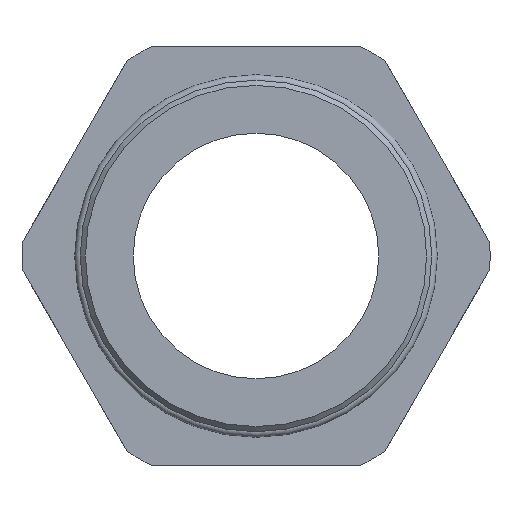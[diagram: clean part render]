
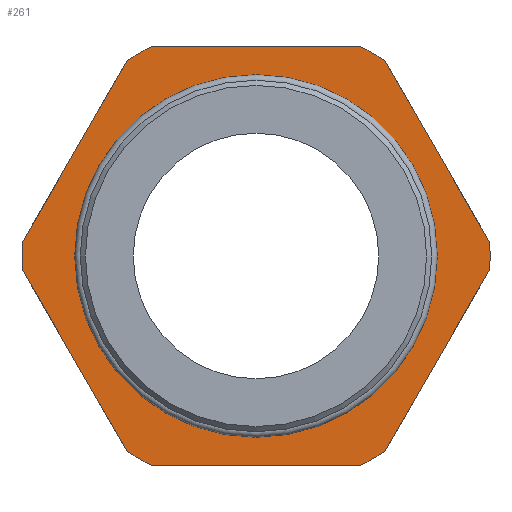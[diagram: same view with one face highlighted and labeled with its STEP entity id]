
A CAD part, left-side view. The second image highlights one B-rep face of the part: STEP entity #261.
In plain terms, the highlighted planar face has unit normal (-1, 0, 0).
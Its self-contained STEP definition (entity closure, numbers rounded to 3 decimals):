
#261 = ADVANCED_FACE( '', ( #542, #543 ), #544, .T. );
#542 = FACE_BOUND( '', #823, .T. );
#543 = FACE_OUTER_BOUND( '', #824, .T. );
#544 = PLANE( '', #825 );
#823 = EDGE_LOOP( '', ( #1500 ) );
#824 = EDGE_LOOP( '', ( #1501, #1502, #1503, #1504, #1505, #1506, #1507, #1508, #1509, #1510, #1511, #1512 ) );
#825 = AXIS2_PLACEMENT_3D( '', #1513, #1514, #1515 );
#1500 = ORIENTED_EDGE( '', *, *, #1619, .F. );
#1501 = ORIENTED_EDGE( '', *, *, #1794, .F. );
#1502 = ORIENTED_EDGE( '', *, *, #1574, .T. );
#1503 = ORIENTED_EDGE( '', *, *, #1625, .F. );
#1504 = ORIENTED_EDGE( '', *, *, #1807, .T. );
#1505 = ORIENTED_EDGE( '', *, *, #1785, .F. );
#1506 = ORIENTED_EDGE( '', *, *, #1643, .T. );
#1507 = ORIENTED_EDGE( '', *, *, #1769, .F. );
#1508 = ORIENTED_EDGE( '', *, *, #1703, .T. );
#1509 = ORIENTED_EDGE( '', *, *, #1744, .F. );
#1510 = ORIENTED_EDGE( '', *, *, #1638, .T. );
#1511 = ORIENTED_EDGE( '', *, *, #1729, .F. );
#1512 = ORIENTED_EDGE( '', *, *, #1613, .T. );
#1513 = CARTESIAN_POINT( '', ( 15., 41.95, 0. ) );
#1514 = DIRECTION( '', ( -1., 0., 0. ) );
#1515 = DIRECTION( '', ( 0., 0., 1. ) );
#1574 = EDGE_CURVE( '', #1864, #1861, #1865, .T. );
#1613 = EDGE_CURVE( '', #1930, #1927, #1931, .T. );
#1619 = EDGE_CURVE( '', #1937, #1937, #1938, .T. );
#1625 = EDGE_CURVE( '', #1946, #1861, #1947, .T. );
#1638 = EDGE_CURVE( '', #1968, #1966, #1969, .T. );
#1643 = EDGE_CURVE( '', #1977, #1974, #1978, .T. );
#1703 = EDGE_CURVE( '', #2074, #2071, #2075, .T. );
#1729 = EDGE_CURVE( '', #1930, #1966, #2110, .T. );
#1744 = EDGE_CURVE( '', #1968, #2071, #2127, .T. );
#1769 = EDGE_CURVE( '', #2074, #1974, #2157, .T. );
#1785 = EDGE_CURVE( '', #1977, #2178, #2179, .T. );
#1794 = EDGE_CURVE( '', #1864, #1927, #2190, .T. );
#1807 = EDGE_CURVE( '', #1946, #2178, #2204, .T. );
#1861 = VERTEX_POINT( '', #2312 );
#1864 = VERTEX_POINT( '', #2316 );
#1865 = LINE( '', #2317, #2318 );
#1927 = VERTEX_POINT( '', #2414 );
#1930 = VERTEX_POINT( '', #2418 );
#1931 = LINE( '', #2419, #2420 );
#1937 = VERTEX_POINT( '', #2432 );
#1938 = CIRCLE( '', #2433, 31.641 );
#1946 = VERTEX_POINT( '', #2442 );
#1947 = CIRCLE( '', #2443, 41.95 );
#1966 = VERTEX_POINT( '', #2469 );
#1968 = VERTEX_POINT( '', #2472 );
#1969 = LINE( '', #2473, #2474 );
#1974 = VERTEX_POINT( '', #2487 );
#1977 = VERTEX_POINT( '', #2491 );
#1978 = LINE( '', #2492, #2493 );
#2071 = VERTEX_POINT( '', #2652 );
#2074 = VERTEX_POINT( '', #2656 );
#2075 = LINE( '', #2657, #2658 );
#2110 = CIRCLE( '', #2716, 41.95 );
#2127 = CIRCLE( '', #2735, 41.95 );
#2157 = CIRCLE( '', #2785, 41.95 );
#2178 = VERTEX_POINT( '', #2811 );
#2179 = CIRCLE( '', #2812, 41.95 );
#2190 = CIRCLE( '', #2832, 41.95 );
#2204 = LINE( '', #2862, #2863 );
#2312 = CARTESIAN_POINT( '', ( 15., 23.074, -35.034 ) );
#2316 = CARTESIAN_POINT( '', ( 15., 41.877, -2.466 ) );
#2317 = CARTESIAN_POINT( '', ( 15., 42.963, -0.585 ) );
#2318 = VECTOR( '', #2915, 1000. );
#2414 = CARTESIAN_POINT( '', ( 15., 41.877, 2.466 ) );
#2418 = CARTESIAN_POINT( '', ( 15., 23.074, 35.034 ) );
#2419 = CARTESIAN_POINT( '', ( 15., 42.963, 0.585 ) );
#2420 = VECTOR( '', #2961, 1000. );
#2432 = CARTESIAN_POINT( '', ( 15., 0., 31.641 ) );
#2433 = AXIS2_PLACEMENT_3D( '', #2966, #2967, #2968 );
#2442 = CARTESIAN_POINT( '', ( 15., 18.803, -37.5 ) );
#2443 = AXIS2_PLACEMENT_3D( '', #2976, #2977, #2978 );
#2469 = CARTESIAN_POINT( '', ( 15., 18.803, 37.5 ) );
#2472 = CARTESIAN_POINT( '', ( 15., -18.803, 37.5 ) );
#2473 = CARTESIAN_POINT( '', ( 15., 41.95, 37.5 ) );
#2474 = VECTOR( '', #2993, 1000. );
#2487 = CARTESIAN_POINT( '', ( 15., -41.877, -2.466 ) );
#2491 = CARTESIAN_POINT( '', ( 15., -23.074, -35.034 ) );
#2492 = CARTESIAN_POINT( '', ( 15., -21.988, -36.915 ) );
#2493 = VECTOR( '', #2996, 1000. );
#2652 = CARTESIAN_POINT( '', ( 15., -23.074, 35.034 ) );
#2656 = CARTESIAN_POINT( '', ( 15., -41.877, 2.466 ) );
#2657 = CARTESIAN_POINT( '', ( 15., -21.988, 36.915 ) );
#2658 = VECTOR( '', #3068, 1000. );
#2716 = AXIS2_PLACEMENT_3D( '', #3095, #3096, #3097 );
#2735 = AXIS2_PLACEMENT_3D( '', #3118, #3119, #3120 );
#2785 = AXIS2_PLACEMENT_3D( '', #3144, #3145, #3146 );
#2811 = CARTESIAN_POINT( '', ( 15., -18.803, -37.5 ) );
#2812 = AXIS2_PLACEMENT_3D( '', #3161, #3162, #3163 );
#2832 = AXIS2_PLACEMENT_3D( '', #3172, #3173, #3174 );
#2862 = CARTESIAN_POINT( '', ( 15., 41.95, -37.5 ) );
#2863 = VECTOR( '', #3182, 1000. );
#2915 = DIRECTION( '', ( 0., -0.5, -0.866 ) );
#2961 = DIRECTION( '', ( 0., 0.5, -0.866 ) );
#2966 = CARTESIAN_POINT( '', ( 15., 0., 0. ) );
#2967 = DIRECTION( '', ( -1., 0., 0. ) );
#2968 = DIRECTION( '', ( 0., 0., 1. ) );
#2976 = CARTESIAN_POINT( '', ( 15., 0., 0. ) );
#2977 = DIRECTION( '', ( 1., 0., 0. ) );
#2978 = DIRECTION( '', ( 0., 0., -1. ) );
#2993 = DIRECTION( '', ( 0., 1., 0. ) );
#2996 = DIRECTION( '', ( 0., -0.5, 0.866 ) );
#3068 = DIRECTION( '', ( 0., 0.5, 0.866 ) );
#3095 = CARTESIAN_POINT( '', ( 15., 0., 0. ) );
#3096 = DIRECTION( '', ( 1., 0., 0. ) );
#3097 = DIRECTION( '', ( 0., 0., -1. ) );
#3118 = CARTESIAN_POINT( '', ( 15., 0., 0. ) );
#3119 = DIRECTION( '', ( 1., 0., 0. ) );
#3120 = DIRECTION( '', ( 0., 0., -1. ) );
#3144 = CARTESIAN_POINT( '', ( 15., 0., 0. ) );
#3145 = DIRECTION( '', ( 1., 0., 0. ) );
#3146 = DIRECTION( '', ( 0., 0., -1. ) );
#3161 = CARTESIAN_POINT( '', ( 15., 0., 0. ) );
#3162 = DIRECTION( '', ( 1., 0., 0. ) );
#3163 = DIRECTION( '', ( 0., 0., -1. ) );
#3172 = CARTESIAN_POINT( '', ( 15., 0., 0. ) );
#3173 = DIRECTION( '', ( 1., 0., 0. ) );
#3174 = DIRECTION( '', ( 0., 0., -1. ) );
#3182 = DIRECTION( '', ( 0., -1., 0. ) );
